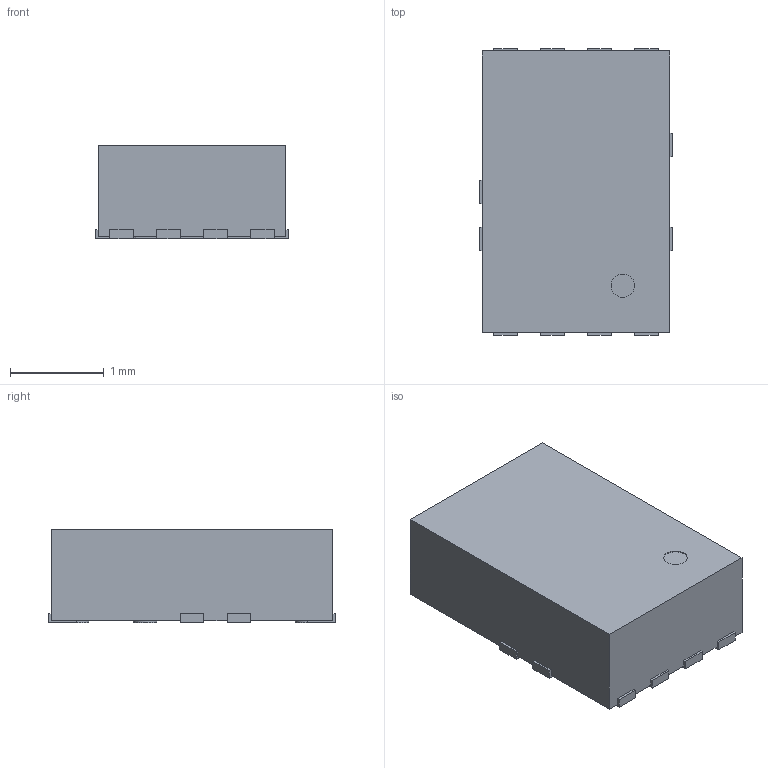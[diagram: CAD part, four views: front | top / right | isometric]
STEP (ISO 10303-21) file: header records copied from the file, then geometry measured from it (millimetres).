
FILE_DESCRIPTION(/* description */ (''),/* implementation_level */ '2;1');
FILE_NAME(/* name */ 'Untitled.step',/* time_stamp */ '2024-01-28T12:34:34-05:00',/* author */ (''),/* organization */ (''),/* preprocessor_version */ 'ST-DEVELOPER v20',/* originating_system */ 'Autodesk Translation Framework v12.14.0.127',/* authorisation */ '');
FILE_SCHEMA (('AUTOMOTIVE_DESIGN { 1 0 10303 214 3 1 1 }'));
Length unit declared in the file: millimetre
Products named in the file (1): (Unsaved)
Bounding box: 2.05 x 3.05 x 1 mm (x, y, z)
Volume: 5.9 mm3; surface area: 22.4 mm2
Topology: 1 solids, 1 shells, 80 faces, 231 edges, 154 vertices
Faces by surface type: plane 68, cylinder 12
Full cylindrical faces by diameter (mm): 0.25 x1
Entity records: 2661 total; most frequent: CARTESIAN_POINT 466, ORIENTED_EDGE 462, DIRECTION 417, EDGE_CURVE 231, LINE 207, VECTOR 207, VERTEX_POINT 154, AXIS2_PLACEMENT_3D 105
